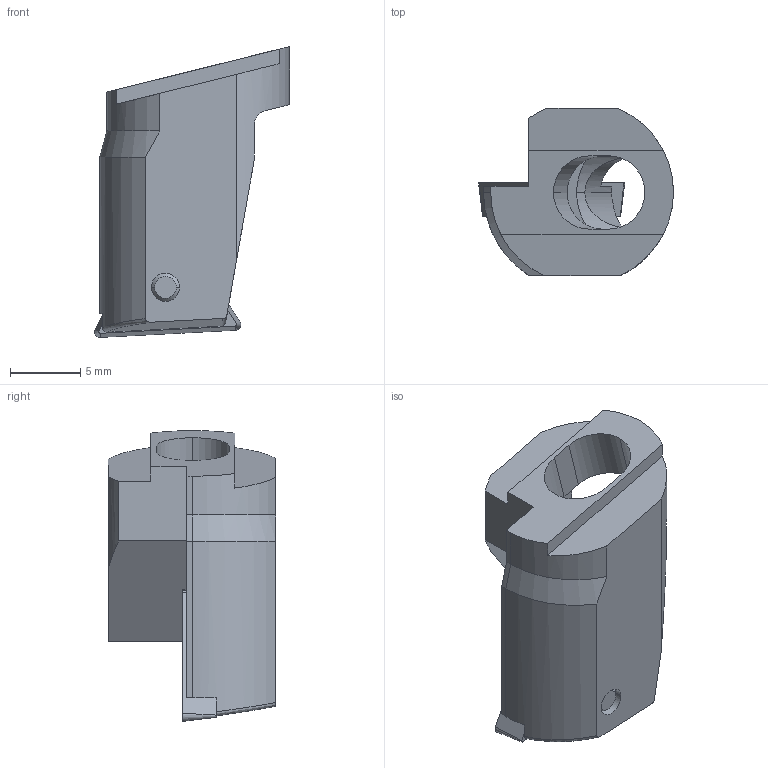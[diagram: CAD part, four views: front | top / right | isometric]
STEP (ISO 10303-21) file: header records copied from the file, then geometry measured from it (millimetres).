
FILE_DESCRIPTION(('no description'),'unknown implementation level');
FILE_NAME('C5EE013D-7B10-4673-AE49-5A4BF82E5A3E_export.stp',' ',('CIMSOURCE GmbH'),('CADClick - KiM GmbH - www.kimweb.de'),'unknown preprocess','ACIS','unknown authorization');
FILE_SCHEMA(('automotive_design'));
Length unit declared in the file: millimetre
Products named in the file (3): 615.300 Kaiser E15_18 TC11|694.124 Kaiser ETL M2,5 X 5,8 T7 IP 10S;Kreismuster1; 615.300 Kaiser E15_18 TC11|655.383 Kaiser TCGT 110204 K10C;Kombinieren1; 615.300 Kaiser E15_18 TC11|615.300 Kaiser E15_18 TC11;Schnitt-Linear austragen37
Bounding box: 13.87 x 11.9 x 20.68 mm (x, y, z)
Volume: 1142.1 mm3; surface area: 1312.2 mm2
Topology: 3 solids, 3 shells, 113 faces, 294 edges, 188 vertices
Faces by surface type: cylinder 48, plane 38, cone 20, torus 6, bspline 1
Entity records: 7820 total; most frequent: CARTESIAN_POINT 1544, DIRECTION 655, STYLED_ITEM 598, PRESENTATION_STYLE_ASSIGNMENT 598, COLOUR_RGB 598, ORIENTED_EDGE 588, EDGE_CURVE 294, CURVE_STYLE 294
